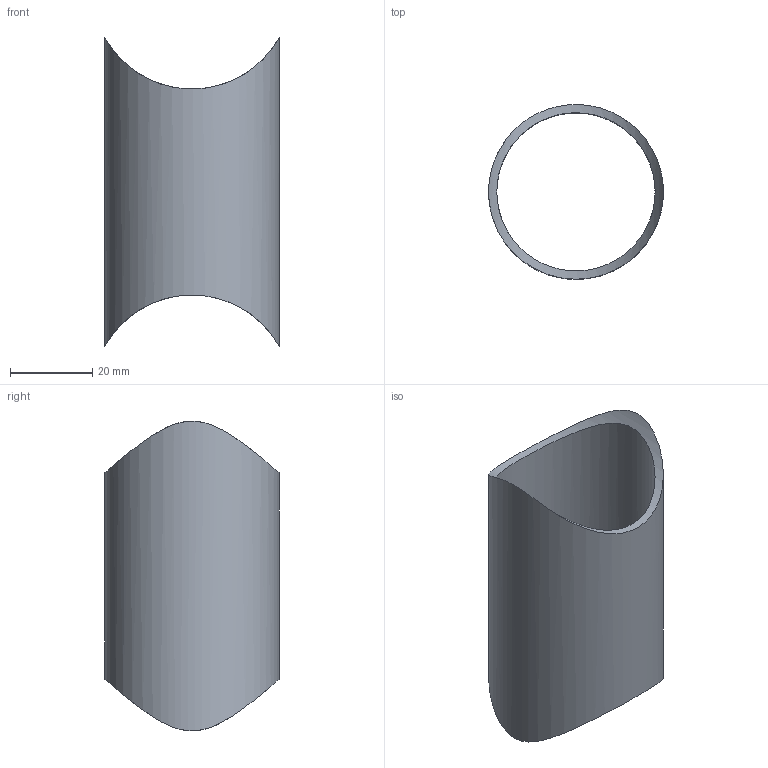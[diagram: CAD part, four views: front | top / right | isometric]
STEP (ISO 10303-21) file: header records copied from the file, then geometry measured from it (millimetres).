
FILE_DESCRIPTION (( 'STEP AP203' ), '1' );
FILE_NAME ('50454-240.step', '2022-07-13T08:36:28', ( '' ), ( '' ), 'SwSTEP 2.0', 'SolidWorks 2018', '' );
FILE_SCHEMA (( 'CONFIG_CONTROL_DESIGN' ));
Length unit declared in the file: millimetre
Products named in the file (1): 50454-240
Bounding box: 42.39 x 42.4 x 75.17 mm (x, y, z)
Volume: 15276.8 mm3; surface area: 15981.7 mm2
Topology: 1 solids, 1 shells, 275 faces, 741 edges, 494 vertices
Faces by surface type: plane 137, bspline 108, cylinder 30
Full cylindrical faces by diameter (mm): 38.4 x1, 42.4 x1
Entity records: 13332 total; most frequent: CARTESIAN_POINT 7055, ORIENTED_EDGE 1478, DIRECTION 951, EDGE_CURVE 739, VERTEX_POINT 494, VECTOR 371, LINE 371, EDGE_LOOP 305
